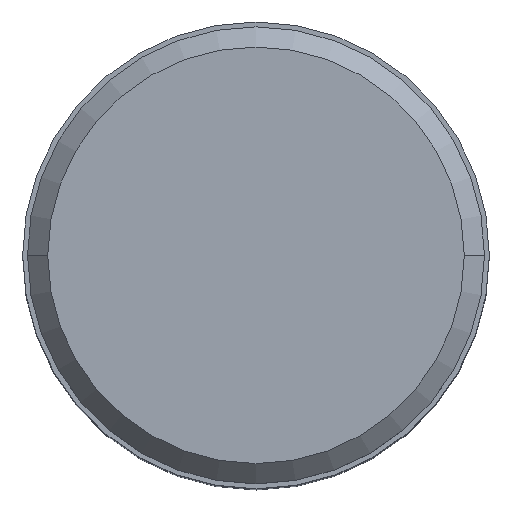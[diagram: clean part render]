
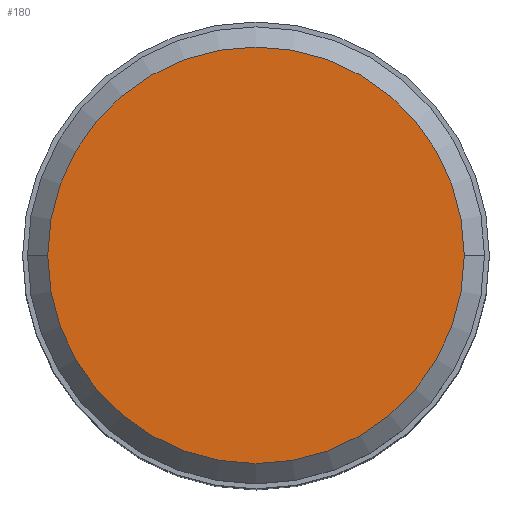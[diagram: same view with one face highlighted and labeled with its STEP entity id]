
A CAD part, top view. The second image highlights one B-rep face of the part: STEP entity #180.
In plain terms, the highlighted planar face has unit normal (0, 0, 1).
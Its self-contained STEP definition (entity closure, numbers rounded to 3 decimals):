
#129=FACE_OUTER_BOUND('',#245,.T.);
#180=ADVANCED_FACE('',(#129),#191,.F.);
#191=PLANE('',#1046);
#245=EDGE_LOOP('',(#439,#440));
#439=ORIENTED_EDGE('',*,*,#633,.T.);
#440=ORIENTED_EDGE('',*,*,#632,.T.);
#528=VERTEX_POINT('',#1613);
#529=VERTEX_POINT('',#1615);
#632=EDGE_CURVE('',#528,#529,#716,.T.);
#633=EDGE_CURVE('',#529,#528,#717,.T.);
#716=CIRCLE('',#1043,22.665);
#717=CIRCLE('',#1045,22.665);
#1043=AXIS2_PLACEMENT_3D('',#1616,#1356,#1357);
#1045=AXIS2_PLACEMENT_3D('',#1618,#1360,#1361);
#1046=AXIS2_PLACEMENT_3D('',#1619,#1362,#1363);
#1356=DIRECTION('',(0.,0.,1.));
#1357=DIRECTION('',(1.,0.,0.));
#1360=DIRECTION('',(0.,0.,1.));
#1361=DIRECTION('',(-1.,0.,0.));
#1362=DIRECTION('',(0.,0.,-1.));
#1363=DIRECTION('',(1.,0.,0.));
#1613=CARTESIAN_POINT('',(22.665,0.,0.));
#1615=CARTESIAN_POINT('',(-22.665,0.,0.));
#1616=CARTESIAN_POINT('',(0.,0.,0.));
#1618=CARTESIAN_POINT('',(0.,0.,0.));
#1619=CARTESIAN_POINT('',(0.,0.,0.));
